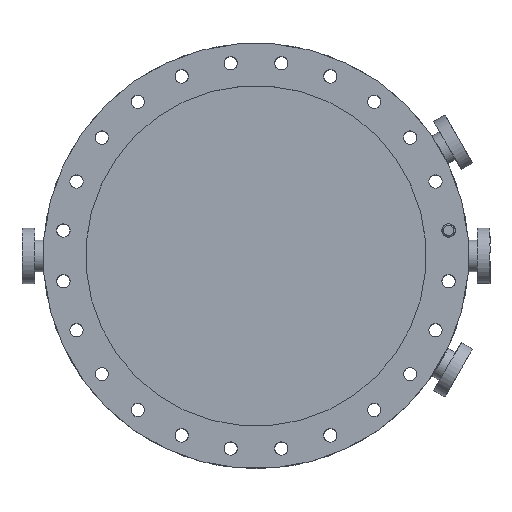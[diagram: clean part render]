
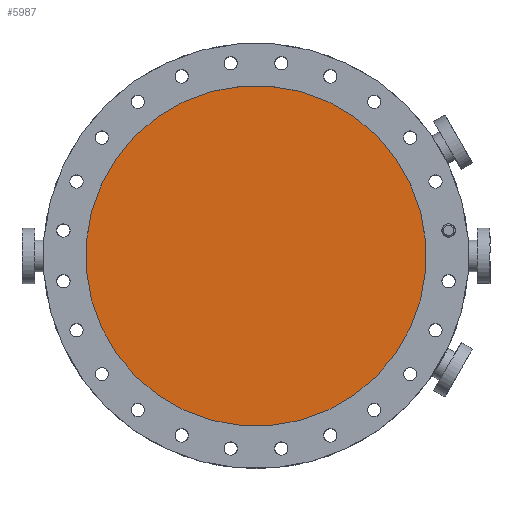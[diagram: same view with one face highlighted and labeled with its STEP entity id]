
A CAD part, top view. The second image highlights one B-rep face of the part: STEP entity #5987.
In plain terms, the highlighted face is planar.
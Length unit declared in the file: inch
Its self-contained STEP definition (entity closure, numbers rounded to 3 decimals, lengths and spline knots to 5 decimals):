
#667=PLANE($,#6510);
#879=FACE_OUTER_BOUND($,#2432,.T.);
#1191=CIRCLE($,#6423,4.);
#2432=EDGE_LOOP($,(#4662));
#3217=VERTEX_POINT($,#9560);
#3803=EDGE_CURVE($,#3217,#3217,#1191,.T.);
#4662=ORIENTED_EDGE($,*,*,#3803,.F.);
#5987=ADVANCED_FACE($,(#879),#667,.T.);
#6423=AXIS2_PLACEMENT_3D($,#9561,#7418,#7419);
#6510=AXIS2_PLACEMENT_3D($,#9703,#7592,#7593);
#7418=DIRECTION('center_axis',(1.,0.,0.));
#7419=DIRECTION('ref_axis',(0.,1.,0.));
#7592=DIRECTION('center_axis',(-1.,0.,0.));
#7593=DIRECTION('ref_axis',(0.,0.,1.));
#9560=CARTESIAN_POINT('',(0.08635,-4.,0.));
#9561=CARTESIAN_POINT('Origin',(0.08635,0.,0.));
#9703=CARTESIAN_POINT('Origin',(0.08635,2.,0.));
